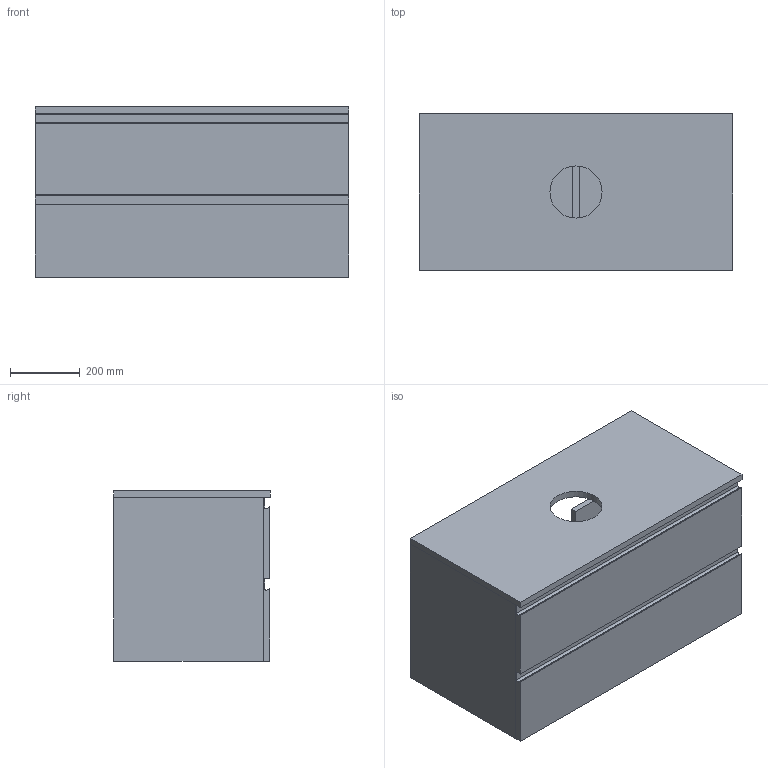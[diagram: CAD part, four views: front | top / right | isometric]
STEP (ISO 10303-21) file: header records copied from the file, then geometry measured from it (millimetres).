
FILE_DESCRIPTION(/* description */ (''),/* implementation_level */ '2;1');
FILE_NAME(/* name */ 'mono 900.stp',/* time_stamp */ '2025-10-08T15:11:08+03:00',/* author */ ('ya'),/* organization */ (''),/* preprocessor_version */ 'ST-DEVELOPER v18.1',/* originating_system */ 'Autodesk Inventor 2022',/* authorisation */ '');
FILE_SCHEMA (('AUTOMOTIVE_DESIGN { 1 0 10303 214 3 1 1 }'));
Length unit declared in the file: millimetre
Products named in the file (1): mono 900
Bounding box: 900 x 450 x 490 mm (x, y, z)
Volume: 46230022.8 mm3; surface area: 5819942.2 mm2
Topology: 20 solids, 20 shells, 159 faces, 345 edges, 230 vertices
Faces by surface type: plane 148, cylinder 11
Full cylindrical faces by diameter (mm): 6 x4, 150 x1
Entity records: 4287 total; most frequent: CARTESIAN_POINT 735, ORIENTED_EDGE 690, DIRECTION 687, EDGE_CURVE 345, LINE 323, VECTOR 323, VERTEX_POINT 230, AXIS2_PLACEMENT_3D 182
